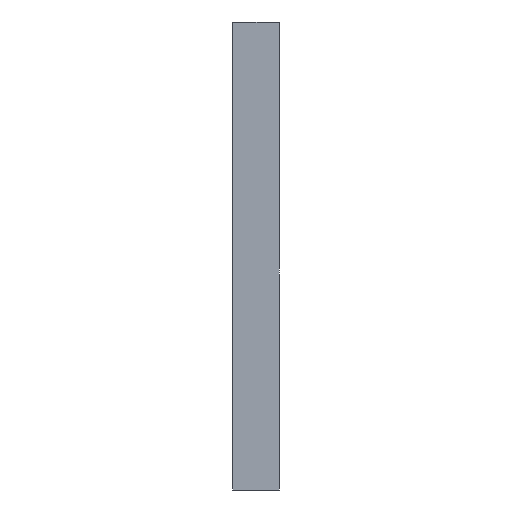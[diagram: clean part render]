
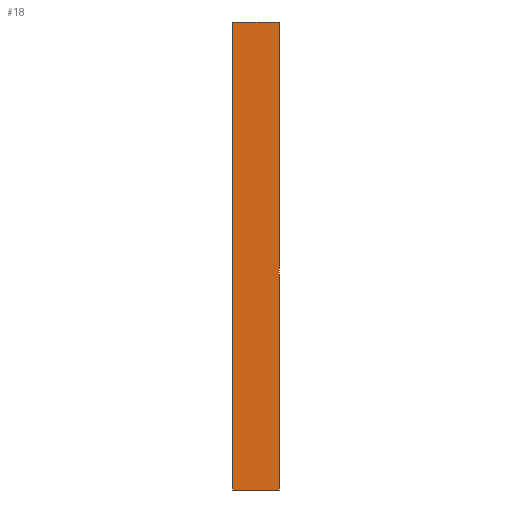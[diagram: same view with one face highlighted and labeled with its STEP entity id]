
A CAD part, left-side view. The second image highlights one B-rep face of the part: STEP entity #18.
In plain terms, the highlighted planar face has unit normal (-1, 0, 0).
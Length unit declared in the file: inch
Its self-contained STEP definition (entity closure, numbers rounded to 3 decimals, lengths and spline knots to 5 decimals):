
#17 = VERTEX_POINT ( 'NONE', #798 ) ;
#18 = ADVANCED_FACE ( 'NONE', ( #781 ), #800, .T. ) ;
#19 = ORIENTED_EDGE ( 'NONE', *, *, #675, .T. ) ;
#398 = EDGE_CURVE ( 'NONE', #488, #17, #1493, .T. ) ;
#399 = EDGE_CURVE ( 'NONE', #17, #650, #1536, .T. ) ;
#486 = EDGE_CURVE ( 'NONE', #671, #650, #1641, .T. ) ;
#488 = VERTEX_POINT ( 'NONE', #1646 ) ;
#650 = VERTEX_POINT ( 'NONE', #1788 ) ;
#651 = EDGE_LOOP ( 'NONE', ( #655, #673, #19, #674 ) ) ;
#655 = ORIENTED_EDGE ( 'NONE', *, *, #399, .F. ) ;
#671 = VERTEX_POINT ( 'NONE', #1816 ) ;
#673 = ORIENTED_EDGE ( 'NONE', *, *, #398, .F. ) ;
#674 = ORIENTED_EDGE ( 'NONE', *, *, #486, .T. ) ;
#675 = EDGE_CURVE ( 'NONE', #488, #671, #1817, .T. ) ;
#776 = AXIS2_PLACEMENT_3D ( 'NONE', #791, #790, #784 ) ;
#781 = FACE_OUTER_BOUND ( 'NONE', #651, .T. ) ;
#784 = DIRECTION ( 'NONE',  ( 0., 0., 1. ) ) ;
#790 = DIRECTION ( 'NONE',  ( -1., 0., 0. ) ) ;
#791 = CARTESIAN_POINT ( 'NONE',  ( -9., -0.5, -2.5 ) ) ;
#798 = CARTESIAN_POINT ( 'NONE',  ( -9., 0., -2.5 ) ) ;
#800 = PLANE ( 'NONE',  #776 ) ;
#1493 = LINE ( 'NONE', #1540, #1539 ) ;
#1533 = DIRECTION ( 'NONE',  ( 0., 0., 1. ) ) ;
#1534 = VECTOR ( 'NONE', #1533, 39.37008 ) ;
#1535 = CARTESIAN_POINT ( 'NONE',  ( -9., 0., -2.5 ) ) ;
#1536 = LINE ( 'NONE', #1535, #1534 ) ;
#1538 = DIRECTION ( 'NONE',  ( 0., 1., 0. ) ) ;
#1539 = VECTOR ( 'NONE', #1538, 39.37008 ) ;
#1540 = CARTESIAN_POINT ( 'NONE',  ( -9., -0.5, -2.5 ) ) ;
#1636 = DIRECTION ( 'NONE',  ( 0., 1., 0. ) ) ;
#1637 = VECTOR ( 'NONE', #1636, 39.37008 ) ;
#1638 = CARTESIAN_POINT ( 'NONE',  ( -9., -0.5, 2.5 ) ) ;
#1641 = LINE ( 'NONE', #1638, #1637 ) ;
#1646 = CARTESIAN_POINT ( 'NONE',  ( -9., -0.5, -2.5 ) ) ;
#1788 = CARTESIAN_POINT ( 'NONE',  ( -9., 0., 2.5 ) ) ;
#1809 = DIRECTION ( 'NONE',  ( 0., 0., 1. ) ) ;
#1810 = VECTOR ( 'NONE', #1809, 39.37008 ) ;
#1811 = CARTESIAN_POINT ( 'NONE',  ( -9., -0.5, -2.5 ) ) ;
#1816 = CARTESIAN_POINT ( 'NONE',  ( -9., -0.5, 2.5 ) ) ;
#1817 = LINE ( 'NONE', #1811, #1810 ) ;
